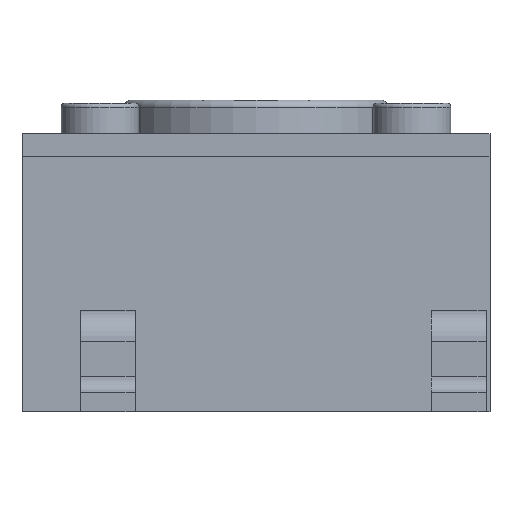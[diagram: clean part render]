
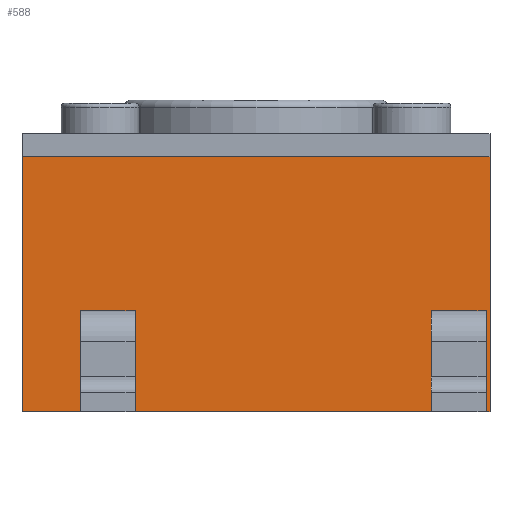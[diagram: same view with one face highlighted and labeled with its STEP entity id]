
A CAD part, left-side view. The second image highlights one B-rep face of the part: STEP entity #588.
In plain terms, the highlighted planar face has unit normal (-1, 0, 0).
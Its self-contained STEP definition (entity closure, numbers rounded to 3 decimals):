
#21 = EDGE_CURVE('',#22,#24,#26,.T.);
#22 = VERTEX_POINT('',#23);
#23 = CARTESIAN_POINT('',(-3.,0.,0.));
#24 = VERTEX_POINT('',#25);
#25 = CARTESIAN_POINT('',(-3.,-6.,0.));
#26 = SURFACE_CURVE('',#27,(#31,#43),.PCURVE_S1.);
#27 = LINE('',#28,#29);
#28 = CARTESIAN_POINT('',(-3.,0.,0.));
#29 = VECTOR('',#30,1.);
#30 = DIRECTION('',(0.,-1.,0.));
#31 = PCURVE('',#32,#37);
#32 = PLANE('',#33);
#33 = AXIS2_PLACEMENT_3D('',#34,#35,#36);
#34 = CARTESIAN_POINT('',(-3.,0.,0.));
#35 = DIRECTION('',(0.,0.,1.));
#36 = DIRECTION('',(1.,0.,-0.));
#37 = DEFINITIONAL_REPRESENTATION('',(#38),#42);
#38 = LINE('',#39,#40);
#39 = CARTESIAN_POINT('',(0.,0.));
#40 = VECTOR('',#41,1.);
#41 = DIRECTION('',(0.,-1.));
#42 = ( GEOMETRIC_REPRESENTATION_CONTEXT(2) 
PARAMETRIC_REPRESENTATION_CONTEXT() REPRESENTATION_CONTEXT('2D SPACE',''
  ) );
#43 = PCURVE('',#44,#49);
#44 = PLANE('',#45);
#45 = AXIS2_PLACEMENT_3D('',#46,#47,#48);
#46 = CARTESIAN_POINT('',(-3.,0.,3.27));
#47 = DIRECTION('',(1.,0.,0.));
#48 = DIRECTION('',(0.,0.,-1.));
#49 = DEFINITIONAL_REPRESENTATION('',(#50),#54);
#50 = LINE('',#51,#52);
#51 = CARTESIAN_POINT('',(3.27,0.));
#52 = VECTOR('',#53,1.);
#53 = DIRECTION('',(0.,-1.));
#54 = ( GEOMETRIC_REPRESENTATION_CONTEXT(2) 
PARAMETRIC_REPRESENTATION_CONTEXT() REPRESENTATION_CONTEXT('2D SPACE',''
  ) );
#72 = PLANE('',#73);
#73 = AXIS2_PLACEMENT_3D('',#74,#75,#76);
#74 = CARTESIAN_POINT('',(0.,-6.,1.63));
#75 = DIRECTION('',(0.,-1.,0.));
#76 = DIRECTION('',(0.,0.,-1.));
#126 = PLANE('',#127);
#127 = AXIS2_PLACEMENT_3D('',#128,#129,#130);
#128 = CARTESIAN_POINT('',(0.,0.,1.63));
#129 = DIRECTION('',(0.,-1.,0.));
#130 = DIRECTION('',(0.,0.,-1.));
#485 = PLANE('',#486);
#486 = AXIS2_PLACEMENT_3D('',#487,#488,#489);
#487 = CARTESIAN_POINT('',(3.,0.,3.27));
#488 = DIRECTION('',(0.,0.,-1.));
#489 = DIRECTION('',(-1.,-0.,0.));
#523 = VERTEX_POINT('',#524);
#524 = CARTESIAN_POINT('',(-3.,-6.,3.27));
#545 = EDGE_CURVE('',#546,#523,#548,.T.);
#546 = VERTEX_POINT('',#547);
#547 = CARTESIAN_POINT('',(-3.,0.,3.27));
#548 = SURFACE_CURVE('',#549,(#553,#560),.PCURVE_S1.);
#549 = LINE('',#550,#551);
#550 = CARTESIAN_POINT('',(-3.,0.,3.27));
#551 = VECTOR('',#552,1.);
#552 = DIRECTION('',(0.,-1.,0.));
#553 = PCURVE('',#485,#554);
#554 = DEFINITIONAL_REPRESENTATION('',(#555),#559);
#555 = LINE('',#556,#557);
#556 = CARTESIAN_POINT('',(6.,0.));
#557 = VECTOR('',#558,1.);
#558 = DIRECTION('',(0.,-1.));
#559 = ( GEOMETRIC_REPRESENTATION_CONTEXT(2) 
PARAMETRIC_REPRESENTATION_CONTEXT() REPRESENTATION_CONTEXT('2D SPACE',''
  ) );
#560 = PCURVE('',#44,#561);
#561 = DEFINITIONAL_REPRESENTATION('',(#562),#566);
#562 = LINE('',#563,#564);
#563 = CARTESIAN_POINT('',(0.,0.));
#564 = VECTOR('',#565,1.);
#565 = DIRECTION('',(0.,-1.));
#566 = ( GEOMETRIC_REPRESENTATION_CONTEXT(2) 
PARAMETRIC_REPRESENTATION_CONTEXT() REPRESENTATION_CONTEXT('2D SPACE',''
  ) );
#588 = ADVANCED_FACE('',(#589),#44,.F.);
#589 = FACE_BOUND('',#590,.F.);
#590 = EDGE_LOOP('',(#591,#592,#613,#614));
#591 = ORIENTED_EDGE('',*,*,#545,.T.);
#592 = ORIENTED_EDGE('',*,*,#593,.T.);
#593 = EDGE_CURVE('',#523,#24,#594,.T.);
#594 = SURFACE_CURVE('',#595,(#599,#606),.PCURVE_S1.);
#595 = LINE('',#596,#597);
#596 = CARTESIAN_POINT('',(-3.,-6.,3.27));
#597 = VECTOR('',#598,1.);
#598 = DIRECTION('',(0.,0.,-1.));
#599 = PCURVE('',#44,#600);
#600 = DEFINITIONAL_REPRESENTATION('',(#601),#605);
#601 = LINE('',#602,#603);
#602 = CARTESIAN_POINT('',(0.,-6.));
#603 = VECTOR('',#604,1.);
#604 = DIRECTION('',(1.,0.));
#605 = ( GEOMETRIC_REPRESENTATION_CONTEXT(2) 
PARAMETRIC_REPRESENTATION_CONTEXT() REPRESENTATION_CONTEXT('2D SPACE',''
  ) );
#606 = PCURVE('',#72,#607);
#607 = DEFINITIONAL_REPRESENTATION('',(#608),#612);
#608 = LINE('',#609,#610);
#609 = CARTESIAN_POINT('',(-1.64,-3.));
#610 = VECTOR('',#611,1.);
#611 = DIRECTION('',(1.,0.));
#612 = ( GEOMETRIC_REPRESENTATION_CONTEXT(2) 
PARAMETRIC_REPRESENTATION_CONTEXT() REPRESENTATION_CONTEXT('2D SPACE',''
  ) );
#613 = ORIENTED_EDGE('',*,*,#21,.F.);
#614 = ORIENTED_EDGE('',*,*,#615,.F.);
#615 = EDGE_CURVE('',#546,#22,#616,.T.);
#616 = SURFACE_CURVE('',#617,(#621,#628),.PCURVE_S1.);
#617 = LINE('',#618,#619);
#618 = CARTESIAN_POINT('',(-3.,0.,3.27));
#619 = VECTOR('',#620,1.);
#620 = DIRECTION('',(0.,0.,-1.));
#621 = PCURVE('',#44,#622);
#622 = DEFINITIONAL_REPRESENTATION('',(#623),#627);
#623 = LINE('',#624,#625);
#624 = CARTESIAN_POINT('',(0.,0.));
#625 = VECTOR('',#626,1.);
#626 = DIRECTION('',(1.,0.));
#627 = ( GEOMETRIC_REPRESENTATION_CONTEXT(2) 
PARAMETRIC_REPRESENTATION_CONTEXT() REPRESENTATION_CONTEXT('2D SPACE',''
  ) );
#628 = PCURVE('',#126,#629);
#629 = DEFINITIONAL_REPRESENTATION('',(#630),#634);
#630 = LINE('',#631,#632);
#631 = CARTESIAN_POINT('',(-1.64,-3.));
#632 = VECTOR('',#633,1.);
#633 = DIRECTION('',(1.,0.));
#634 = ( GEOMETRIC_REPRESENTATION_CONTEXT(2) 
PARAMETRIC_REPRESENTATION_CONTEXT() REPRESENTATION_CONTEXT('2D SPACE',''
  ) );
